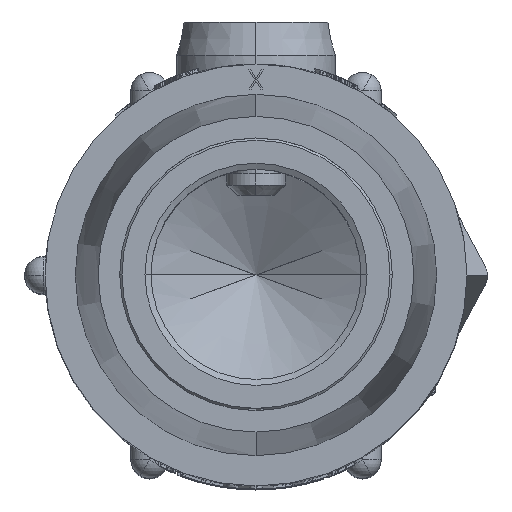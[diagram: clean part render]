
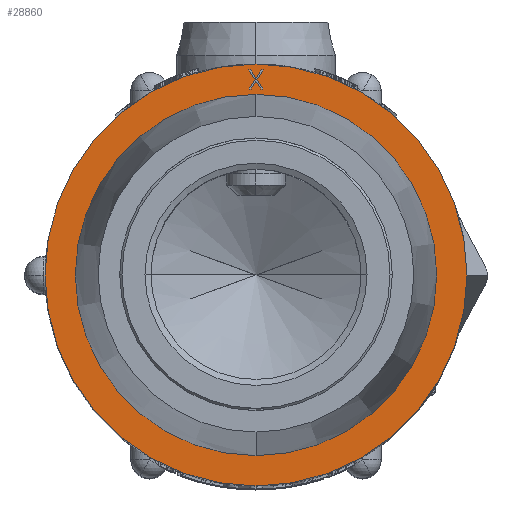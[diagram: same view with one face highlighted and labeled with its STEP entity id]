
A CAD part, top view. The second image highlights one B-rep face of the part: STEP entity #28860.
In plain terms, the highlighted planar face has unit normal (0, 0, 1).
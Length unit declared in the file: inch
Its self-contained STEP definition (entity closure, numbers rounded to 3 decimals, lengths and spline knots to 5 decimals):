
#951 = CARTESIAN_POINT ( 'NONE',  ( 0.02671, -0.996, 4.88486 ) ) ;
#2335 = CARTESIAN_POINT ( 'NONE',  ( 0., 0., 4.88486 ) ) ;
#3114 = VERTEX_POINT ( 'NONE', #98607 ) ;
#3243 = CIRCLE ( 'NONE', #9890, 1.13 ) ;
#3975 = DIRECTION ( 'NONE',  ( 0., 0., 1. ) ) ;
#4852 = DIRECTION ( 'NONE',  ( 0., 0., 1. ) ) ;
#5904 = CARTESIAN_POINT ( 'NONE',  ( 0.03727, -0.996, 4.88486 ) ) ;
#6377 = VECTOR ( 'NONE', #128238, 39.37008 ) ;
#8007 = LINE ( 'NONE', #124713, #43926 ) ;
#9661 = LINE ( 'NONE', #75519, #63252 ) ;
#9890 = AXIS2_PLACEMENT_3D ( 'NONE', #129931, #4852, #132671 ) ;
#10172 = ORIENTED_EDGE ( 'NONE', *, *, #49644, .F. ) ;
#11482 = ORIENTED_EDGE ( 'NONE', *, *, #107711, .T. ) ;
#12259 = VERTEX_POINT ( 'NONE', #5904 ) ;
#12516 = VECTOR ( 'NONE', #132404, 39.37008 ) ;
#12560 = CARTESIAN_POINT ( 'NONE',  ( -0.03727, -0.996, 4.88486 ) ) ;
#13435 = VERTEX_POINT ( 'NONE', #76878 ) ;
#17183 = VERTEX_POINT ( 'NONE', #125958 ) ;
#18779 = ORIENTED_EDGE ( 'NONE', *, *, #99012, .T. ) ;
#22489 = VECTOR ( 'NONE', #46832, 39.37008 ) ;
#22566 = EDGE_CURVE ( 'NONE', #47721, #113650, #83012, .T. ) ;
#23541 = AXIS2_PLACEMENT_3D ( 'NONE', #2335, #129500, #66167 ) ;
#23659 = LINE ( 'NONE', #12560, #92371 ) ;
#28050 = ORIENTED_EDGE ( 'NONE', *, *, #76256, .T. ) ;
#28860 = ADVANCED_FACE ( 'NONE', ( #62443, #136879, #41630 ), #63130, .F. ) ;
#31142 = DIRECTION ( 'NONE',  ( 0.539, 0.842, 0. ) ) ;
#32133 = ORIENTED_EDGE ( 'NONE', *, *, #101566, .T. ) ;
#32522 = CARTESIAN_POINT ( 'NONE',  ( 0., -1.03772, 4.88486 ) ) ;
#35084 = AXIS2_PLACEMENT_3D ( 'NONE', #42281, #83254, #63098 ) ;
#36619 = VERTEX_POINT ( 'NONE', #44369 ) ;
#37056 = LINE ( 'NONE', #103013, #72904 ) ;
#37581 = EDGE_CURVE ( 'NONE', #102050, #73393, #128262, .T. ) ;
#38393 = EDGE_LOOP ( 'NONE', ( #94179, #10172 ) ) ;
#40004 = EDGE_CURVE ( 'NONE', #124906, #126681, #37056, .T. ) ;
#40075 = AXIS2_PLACEMENT_3D ( 'NONE', #40962, #106207, #95747 ) ;
#40220 = CARTESIAN_POINT ( 'NONE',  ( -0.00527, -1.04598, 4.88486 ) ) ;
#40962 = CARTESIAN_POINT ( 'NONE',  ( 0., 0., 4.88486 ) ) ;
#41630 = FACE_OUTER_BOUND ( 'NONE', #78104, .T. ) ;
#42281 = CARTESIAN_POINT ( 'NONE',  ( 0., 0., 4.88486 ) ) ;
#43678 = CARTESIAN_POINT ( 'NONE',  ( 0., -1.03772, 4.88486 ) ) ;
#43926 = VECTOR ( 'NONE', #50322, 39.37008 ) ;
#44369 = CARTESIAN_POINT ( 'NONE',  ( 0., -0.9675, 4.88486 ) ) ;
#44541 = ORIENTED_EDGE ( 'NONE', *, *, #40004, .T. ) ;
#46296 = CARTESIAN_POINT ( 'NONE',  ( -0.03727, -0.996, 4.88486 ) ) ;
#46759 = DIRECTION ( 'NONE',  ( -0.539, 0.842, 0. ) ) ;
#46832 = DIRECTION ( 'NONE',  ( -0.539, -0.842, 0. ) ) ;
#47214 = CARTESIAN_POINT ( 'NONE',  ( 0., 1.13, 4.88486 ) ) ;
#47721 = VERTEX_POINT ( 'NONE', #97533 ) ;
#47802 = EDGE_CURVE ( 'NONE', #12259, #56663, #68339, .T. ) ;
#48886 = VECTOR ( 'NONE', #89966, 39.37008 ) ;
#49644 = EDGE_CURVE ( 'NONE', #36619, #3114, #75853, .T. ) ;
#50322 = DIRECTION ( 'NONE',  ( 0.539, -0.842, 0. ) ) ;
#51604 = LINE ( 'NONE', #52281, #54908 ) ;
#52022 = ORIENTED_EDGE ( 'NONE', *, *, #62253, .T. ) ;
#52241 = CIRCLE ( 'NONE', #23541, 0.9675 ) ;
#52281 = CARTESIAN_POINT ( 'NONE',  ( -0.02801, -1.098, 4.88486 ) ) ;
#53138 = CARTESIAN_POINT ( 'NONE',  ( 0.03858, -1.098, 4.88486 ) ) ;
#53799 = ORIENTED_EDGE ( 'NONE', *, *, #132190, .T. ) ;
#54386 = LINE ( 'NONE', #951, #93433 ) ;
#54908 = VECTOR ( 'NONE', #73109, 39.37008 ) ;
#56663 = VERTEX_POINT ( 'NONE', #101327 ) ;
#61007 = LINE ( 'NONE', #40220, #121467 ) ;
#62253 = EDGE_CURVE ( 'NONE', #114746, #17183, #23659, .T. ) ;
#62443 = FACE_BOUND ( 'NONE', #99664, .T. ) ;
#63029 = VERTEX_POINT ( 'NONE', #43678 ) ;
#63098 = DIRECTION ( 'NONE',  ( 0., -1., 0. ) ) ;
#63130 = PLANE ( 'NONE',  #40075 ) ;
#63252 = VECTOR ( 'NONE', #31142, 39.37008 ) ;
#64946 = VERTEX_POINT ( 'NONE', #122386 ) ;
#66167 = DIRECTION ( 'NONE',  ( 0., -1., 0. ) ) ;
#68298 = DIRECTION ( 'NONE',  ( -0.539, -0.842, 0. ) ) ;
#68339 = LINE ( 'NONE', #80778, #22489 ) ;
#68963 = LINE ( 'NONE', #80022, #83278 ) ;
#72904 = VECTOR ( 'NONE', #68298, 39.37008 ) ;
#72905 = ORIENTED_EDGE ( 'NONE', *, *, #106208, .T. ) ;
#73109 = DIRECTION ( 'NONE',  ( -1., 0., 0. ) ) ;
#73393 = VERTEX_POINT ( 'NONE', #47214 ) ;
#74788 = CARTESIAN_POINT ( 'NONE',  ( 0., 0., 4.88486 ) ) ;
#75519 = CARTESIAN_POINT ( 'NONE',  ( -0.03858, -1.098, 4.88486 ) ) ;
#75853 = CIRCLE ( 'NONE', #115812, 0.9675 ) ;
#76256 = EDGE_CURVE ( 'NONE', #113650, #124906, #68963, .T. ) ;
#76878 = CARTESIAN_POINT ( 'NONE',  ( 0.02671, -0.996, 4.88486 ) ) ;
#77477 = ORIENTED_EDGE ( 'NONE', *, *, #37581, .T. ) ;
#78104 = EDGE_LOOP ( 'NONE', ( #77477, #18779 ) ) ;
#80022 = CARTESIAN_POINT ( 'NONE',  ( 0.02801, -1.098, 4.88486 ) ) ;
#80588 = EDGE_CURVE ( 'NONE', #3114, #36619, #52241, .T. ) ;
#80778 = CARTESIAN_POINT ( 'NONE',  ( 0.03727, -0.996, 4.88486 ) ) ;
#82118 = EDGE_CURVE ( 'NONE', #63029, #13435, #99673, .T. ) ;
#82405 = ORIENTED_EDGE ( 'NONE', *, *, #22566, .T. ) ;
#82535 = DIRECTION ( 'NONE',  ( -0.539, 0.842, 0. ) ) ;
#83012 = LINE ( 'NONE', #53138, #6377 ) ;
#83254 = DIRECTION ( 'NONE',  ( 0., 0., 1. ) ) ;
#83278 = VECTOR ( 'NONE', #46759, 39.37008 ) ;
#84596 = EDGE_CURVE ( 'NONE', #126681, #89510, #51604, .T. ) ;
#86990 = DIRECTION ( 'NONE',  ( 1., 0., 0. ) ) ;
#89281 = LINE ( 'NONE', #131776, #48886 ) ;
#89510 = VERTEX_POINT ( 'NONE', #89818 ) ;
#89818 = CARTESIAN_POINT ( 'NONE',  ( -0.03858, -1.098, 4.88486 ) ) ;
#89966 = DIRECTION ( 'NONE',  ( 0.539, -0.842, 0. ) ) ;
#90741 = EDGE_CURVE ( 'NONE', #56663, #47721, #89281, .T. ) ;
#92371 = VECTOR ( 'NONE', #107680, 39.37008 ) ;
#92881 = ORIENTED_EDGE ( 'NONE', *, *, #82118, .T. ) ;
#93433 = VECTOR ( 'NONE', #86990, 39.37008 ) ;
#94179 = ORIENTED_EDGE ( 'NONE', *, *, #80588, .F. ) ;
#94518 = CARTESIAN_POINT ( 'NONE',  ( -0.02801, -1.098, 4.88486 ) ) ;
#95747 = DIRECTION ( 'NONE',  ( 0., 1., 0. ) ) ;
#96686 = CARTESIAN_POINT ( 'NONE',  ( 0.02801, -1.098, 4.88486 ) ) ;
#97411 = CARTESIAN_POINT ( 'NONE',  ( 0., -1.13, 4.88486 ) ) ;
#97533 = CARTESIAN_POINT ( 'NONE',  ( 0.03858, -1.098, 4.88486 ) ) ;
#98607 = CARTESIAN_POINT ( 'NONE',  ( 0., 0.9675, 4.88486 ) ) ;
#99012 = EDGE_CURVE ( 'NONE', #73393, #102050, #3243, .T. ) ;
#99664 = EDGE_LOOP ( 'NONE', ( #32133, #72905, #52022, #11482, #92881, #53799, #111830, #128536, #82405, #28050, #44541, #129789 ) ) ;
#99673 = LINE ( 'NONE', #32522, #12516 ) ;
#101327 = CARTESIAN_POINT ( 'NONE',  ( 0.00529, -1.04598, 4.88486 ) ) ;
#101566 = EDGE_CURVE ( 'NONE', #89510, #64946, #9661, .T. ) ;
#102050 = VERTEX_POINT ( 'NONE', #97411 ) ;
#103013 = CARTESIAN_POINT ( 'NONE',  ( 0., -1.05423, 4.88486 ) ) ;
#106207 = DIRECTION ( 'NONE',  ( 0., 0., -1. ) ) ;
#106208 = EDGE_CURVE ( 'NONE', #64946, #114746, #61007, .T. ) ;
#107680 = DIRECTION ( 'NONE',  ( 1., 0., 0. ) ) ;
#107711 = EDGE_CURVE ( 'NONE', #17183, #63029, #8007, .T. ) ;
#111830 = ORIENTED_EDGE ( 'NONE', *, *, #47802, .T. ) ;
#113650 = VERTEX_POINT ( 'NONE', #96686 ) ;
#114746 = VERTEX_POINT ( 'NONE', #46296 ) ;
#115812 = AXIS2_PLACEMENT_3D ( 'NONE', #74788, #3975, #118619 ) ;
#118619 = DIRECTION ( 'NONE',  ( 0., -1., 0. ) ) ;
#121467 = VECTOR ( 'NONE', #82535, 39.37008 ) ;
#122386 = CARTESIAN_POINT ( 'NONE',  ( -0.00527, -1.04598, 4.88486 ) ) ;
#122744 = CARTESIAN_POINT ( 'NONE',  ( 0., -1.05423, 4.88486 ) ) ;
#124713 = CARTESIAN_POINT ( 'NONE',  ( -0.02671, -0.996, 4.88486 ) ) ;
#124906 = VERTEX_POINT ( 'NONE', #122744 ) ;
#125958 = CARTESIAN_POINT ( 'NONE',  ( -0.02671, -0.996, 4.88486 ) ) ;
#126681 = VERTEX_POINT ( 'NONE', #94518 ) ;
#128238 = DIRECTION ( 'NONE',  ( -1., 0., 0. ) ) ;
#128262 = CIRCLE ( 'NONE', #35084, 1.13 ) ;
#128536 = ORIENTED_EDGE ( 'NONE', *, *, #90741, .T. ) ;
#129500 = DIRECTION ( 'NONE',  ( 0., 0., 1. ) ) ;
#129789 = ORIENTED_EDGE ( 'NONE', *, *, #84596, .T. ) ;
#129931 = CARTESIAN_POINT ( 'NONE',  ( 0., 0., 4.88486 ) ) ;
#131776 = CARTESIAN_POINT ( 'NONE',  ( 0.00529, -1.04598, 4.88486 ) ) ;
#132190 = EDGE_CURVE ( 'NONE', #13435, #12259, #54386, .T. ) ;
#132404 = DIRECTION ( 'NONE',  ( 0.539, 0.842, 0. ) ) ;
#132671 = DIRECTION ( 'NONE',  ( 0., -1., 0. ) ) ;
#136879 = FACE_BOUND ( 'NONE', #38393, .T. ) ;
